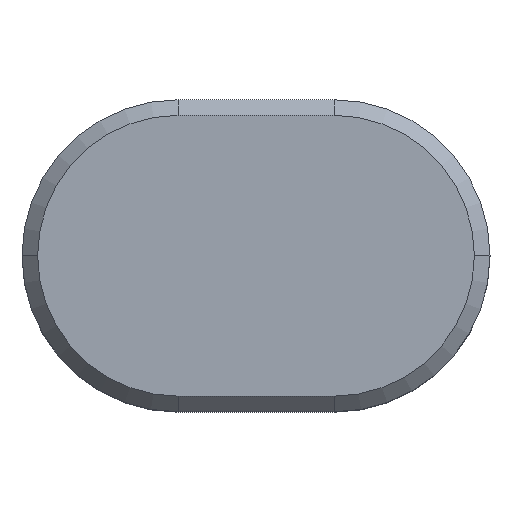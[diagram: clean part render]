
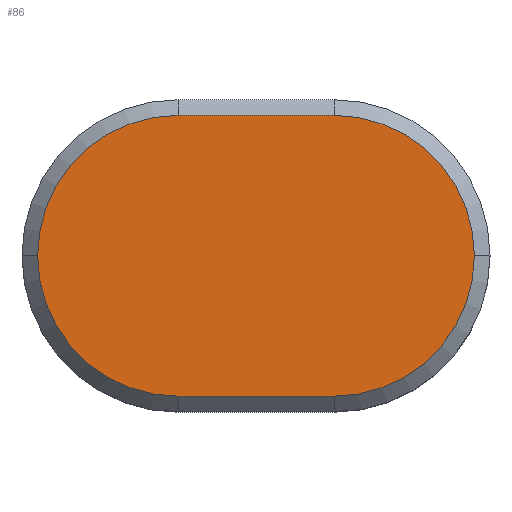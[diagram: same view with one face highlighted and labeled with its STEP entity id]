
A CAD part, top view. The second image highlights one B-rep face of the part: STEP entity #86.
In plain terms, the highlighted planar face has unit normal (0, 0, 1).
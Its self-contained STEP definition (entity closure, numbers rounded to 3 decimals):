
#27=CARTESIAN_POINT('',(0.,0.,7.));
#28=DIRECTION('',(0.,0.,1.));
#29=DIRECTION('',(1.,0.,0.));
#30=AXIS2_PLACEMENT_3D('',#27,#28,#29);
#31=PLANE('',#30);
#32=CARTESIAN_POINT('',(-5.6,-0.,7.));
#33=VERTEX_POINT('',#32);
#34=CARTESIAN_POINT('',(-2.,3.6,7.));
#35=VERTEX_POINT('',#34);
#36=CARTESIAN_POINT('',(-2.,0.,7.));
#37=DIRECTION('',(0.,0.,-1.));
#38=DIRECTION('',(-1.,0.,0.));
#39=AXIS2_PLACEMENT_3D('',#36,#37,#38);
#40=CIRCLE('',#39,3.6);
#41=EDGE_CURVE('',#33,#35,#40,.T.);
#42=ORIENTED_EDGE('',*,*,#41,.F.);
#43=CARTESIAN_POINT('',(-2.,-3.6,7.));
#44=VERTEX_POINT('',#43);
#45=CARTESIAN_POINT('',(-2.,0.,7.));
#46=DIRECTION('',(0.,0.,-1.));
#47=DIRECTION('',(-1.,0.,0.));
#48=AXIS2_PLACEMENT_3D('',#45,#46,#47);
#49=CIRCLE('',#48,3.6);
#50=EDGE_CURVE('',#44,#33,#49,.T.);
#51=ORIENTED_EDGE('',*,*,#50,.F.);
#52=CARTESIAN_POINT('',(2.,-3.6,7.));
#53=VERTEX_POINT('',#52);
#54=CARTESIAN_POINT('',(2.,-3.6,7.));
#55=DIRECTION('',(-1.,0.,0.));
#56=VECTOR('',#55,4.);
#57=LINE('',#54,#56);
#58=EDGE_CURVE('',#53,#44,#57,.T.);
#59=ORIENTED_EDGE('',*,*,#58,.F.);
#60=CARTESIAN_POINT('',(5.6,0.,7.));
#61=VERTEX_POINT('',#60);
#62=CARTESIAN_POINT('',(2.,0.,7.));
#63=DIRECTION('',(0.,0.,-1.));
#64=DIRECTION('',(-1.,0.,0.));
#65=AXIS2_PLACEMENT_3D('',#62,#63,#64);
#66=CIRCLE('',#65,3.6);
#67=EDGE_CURVE('',#61,#53,#66,.T.);
#68=ORIENTED_EDGE('',*,*,#67,.F.);
#69=CARTESIAN_POINT('',(2.,3.6,7.));
#70=VERTEX_POINT('',#69);
#71=CARTESIAN_POINT('',(2.,0.,7.));
#72=DIRECTION('',(0.,0.,-1.));
#73=DIRECTION('',(-1.,0.,0.));
#74=AXIS2_PLACEMENT_3D('',#71,#72,#73);
#75=CIRCLE('',#74,3.6);
#76=EDGE_CURVE('',#70,#61,#75,.T.);
#77=ORIENTED_EDGE('',*,*,#76,.F.);
#78=CARTESIAN_POINT('',(2.,3.6,7.));
#79=DIRECTION('',(-1.,0.,0.));
#80=VECTOR('',#79,4.);
#81=LINE('',#78,#80);
#82=EDGE_CURVE('',#70,#35,#81,.T.);
#83=ORIENTED_EDGE('',*,*,#82,.T.);
#84=EDGE_LOOP('',(#42,#51,#59,#68,#77,#83));
#85=FACE_BOUND('',#84,.T.);
#86=ADVANCED_FACE('',(#85),#31,.T.);
